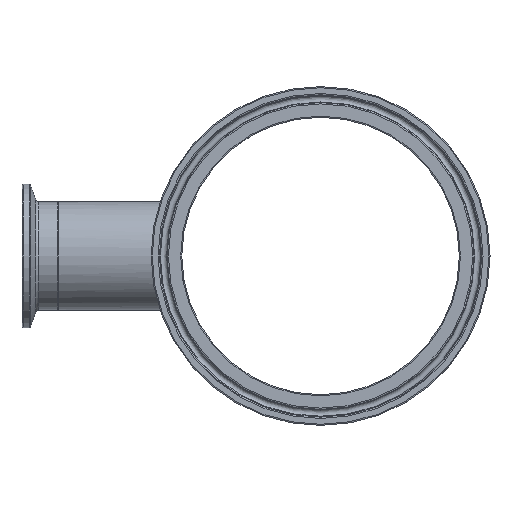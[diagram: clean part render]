
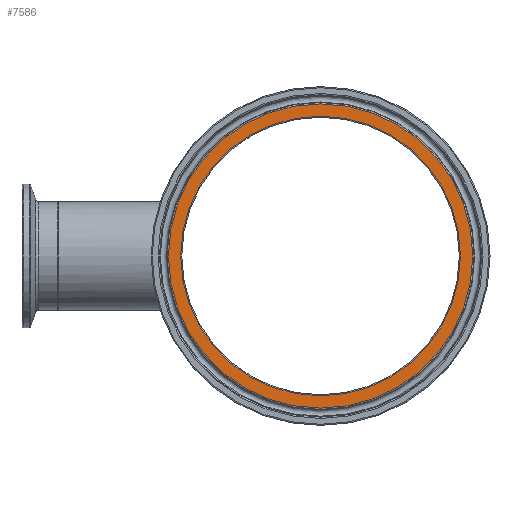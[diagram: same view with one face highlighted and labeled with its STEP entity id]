
A CAD part, left-side view. The second image highlights one B-rep face of the part: STEP entity #7586.
In plain terms, the highlighted planar face has unit normal (-1, 0, 0).
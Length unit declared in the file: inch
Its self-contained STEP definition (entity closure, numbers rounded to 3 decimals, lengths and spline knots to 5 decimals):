
#184=FACE_BOUND('',#1478,.T.);
#387=PLANE('',#8091);
#965=FACE_OUTER_BOUND('',#1477,.T.);
#1477=EDGE_LOOP('',(#6975));
#1478=EDGE_LOOP('',(#6976));
#2703=CIRCLE('',#8090,1.932);
#2704=CIRCLE('',#8092,2.10216);
#3772=VERTEX_POINT('',#15997);
#3773=VERTEX_POINT('',#16000);
#4849=EDGE_CURVE('',#3772,#3772,#2703,.T.);
#4850=EDGE_CURVE('',#3773,#3773,#2704,.T.);
#6975=ORIENTED_EDGE('',*,*,#4850,.F.);
#6976=ORIENTED_EDGE('',*,*,#4849,.F.);
#7586=ADVANCED_FACE('',(#965,#184),#387,.T.);
#8090=AXIS2_PLACEMENT_3D('',#15998,#9590,#9591);
#8091=AXIS2_PLACEMENT_3D('',#15999,#9592,#9593);
#8092=AXIS2_PLACEMENT_3D('',#16001,#9594,#9595);
#9590=DIRECTION('center_axis',(-1.,0.,0.));
#9591=DIRECTION('ref_axis',(0.,-1.,0.));
#9592=DIRECTION('center_axis',(-1.,0.,0.));
#9593=DIRECTION('ref_axis',(0.,0.,1.));
#9594=DIRECTION('center_axis',(1.,0.,0.));
#9595=DIRECTION('ref_axis',(0.,-1.,0.));
#15997=CARTESIAN_POINT('',(-4.75,1.932,0.));
#15998=CARTESIAN_POINT('Origin',(-4.75,0.,0.));
#15999=CARTESIAN_POINT('Origin',(-4.75,2.11616,0.));
#16000=CARTESIAN_POINT('',(-4.75,2.10216,0.));
#16001=CARTESIAN_POINT('Origin',(-4.75,0.,0.));
